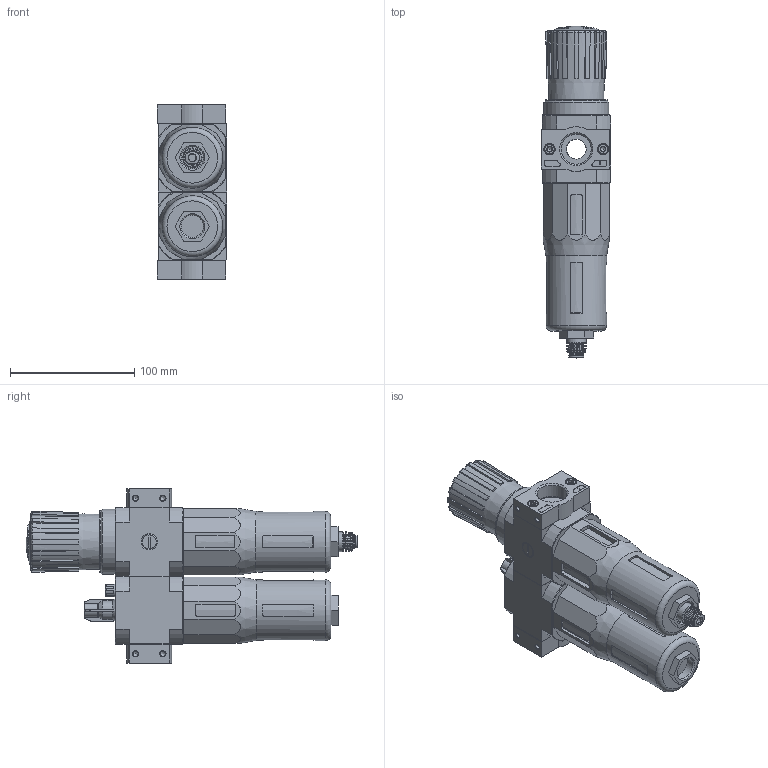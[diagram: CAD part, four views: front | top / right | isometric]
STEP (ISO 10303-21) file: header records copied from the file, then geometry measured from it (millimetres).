
FILE_DESCRIPTION(/* description */ ('STEP AP214'),/* implementation_level */ '2;1');
FILE_NAME(/* name */ '162751_FRC-3_4-D-O-MIDI-A',/* time_stamp */ '2024-08-28T17:50:27+02:00',/* author */ ('License CC BY-ND 4.0'),/* organization */ ('CADENAS'),/* preprocessor_version */ 'ST-DEVELOPER v19.3',/* originating_system */ 'PARTsolutions',/* authorisation */ ' ');
FILE_SCHEMA (('AUTOMOTIVE_DESIGN {1 0 10303 214 3 1 1}'));
Length unit declared in the file: millimetre
Products named in the file (9): 162751 FRC-3/4-D-O-MIDI-A; 380305 PBL-3/4-D-MIDI-L---(1) p1; DIN-912 - M5x18(F); 380307 PBL-3/4-D-MIDI-R---(0) p1; 120519 LFR-D-MIDI-A--(0); 373846 LR-MIDI; 526489 MS4-LFR-V; 120536 LOE-D-MIDI; 351358 FRB-D-MIDI
Assembly tree (13 placements, depth 2):
  162751 FRC-3/4-D-O-MIDI-A
    380305 PBL-3/4-D-MIDI-L---(1) p1
    DIN-912 - M5x18(F)  x4
    380307 PBL-3/4-D-MIDI-R---(0) p1
    120519 LFR-D-MIDI-A--(0)
    373846 LR-MIDI  x2
    526489 MS4-LFR-V
    120536 LOE-D-MIDI
    351358 FRB-D-MIDI  x2
Bounding box: 55.5 x 266.72 x 140 mm (x, y, z)
Volume: 916804.6 mm3; surface area: 153059.7 mm2
Topology: 13 solids, 14 shells, 968 faces, 2439 edges, 1564 vertices
Faces by surface type: plane 508, cylinder 208, cone 162, torus 85, sphere 5
Full cylindrical faces by diameter (mm): 3.2 x1, 3.6 x1, 3.7 x2, 3.8 x1, 4.134 x10, 5 x6, 6 x1, 6.3 x2, 7 x2, 8.5 x4, 9.6 x2, 10 x1, 11 x1, 11.2 x2, 11.4 x1, 11.445 x2, 11.6 x1, 11.8 x1, 13.157 x2, 15.8 x1, 16 x1, 16.4 x1, 18 x2, 24.117 x2, 26.4 x2, 29.7 x1, 30.8 x2, 39 x1, 46.7 x1, 48.7 x2
Entity records: 31361 total; most frequent: CARTESIAN_POINT 6142, ORIENTED_EDGE 4128, DIRECTION 4050, EDGE_CURVE 2064, AXIS2_PLACEMENT_3D 1591, VERTEX_POINT 1425, FACE_BOUND 1121, EDGE_LOOP 1115
